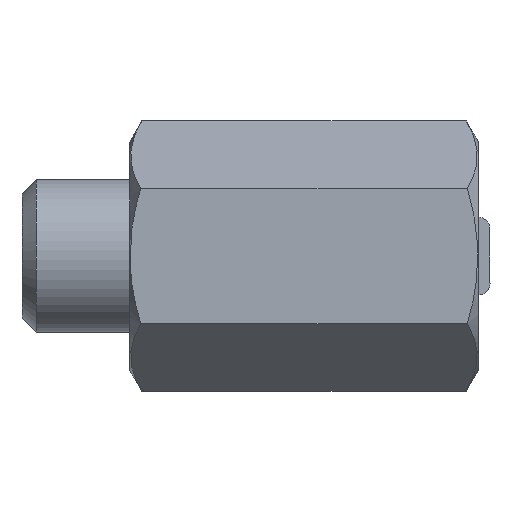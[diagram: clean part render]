
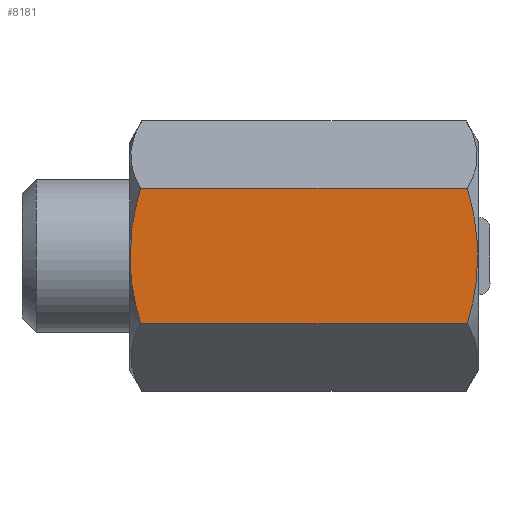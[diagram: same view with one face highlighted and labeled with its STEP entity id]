
A CAD part, front view. The second image highlights one B-rep face of the part: STEP entity #8181.
In plain terms, the highlighted planar face has unit normal (0, -1, 0).
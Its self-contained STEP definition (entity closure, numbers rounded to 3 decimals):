
#40 = CARTESIAN_POINT ( 'NONE',  ( -8.769, -10., 0.475 ) ) ;
#79 = CARTESIAN_POINT ( 'NONE',  ( -8.647, -10., -2.101 ) ) ;
#164 = CARTESIAN_POINT ( 'NONE',  ( 20.352, -10., 4.77 ) ) ;
#169 = CARTESIAN_POINT ( 'NONE',  ( -9.056, -10., 5.774 ) ) ;
#195 = CARTESIAN_POINT ( 'NONE',  ( 20.789, -10., 2.482 ) ) ;
#220 = CARTESIAN_POINT ( 'NONE',  ( 20.704, -10., -3.021 ) ) ;
#248 = CARTESIAN_POINT ( 'NONE',  ( 20.967, -10., 0.468 ) ) ;
#365 = CARTESIAN_POINT ( 'NONE',  ( -7.867, -10., -5.774 ) ) ;
#728 = CARTESIAN_POINT ( 'NONE',  ( -8.696, -10., -1.645 ) ) ;
#755 = CARTESIAN_POINT ( 'NONE',  ( -8.484, -10., 3.185 ) ) ;
#785 = CARTESIAN_POINT ( 'NONE',  ( -8.609, -10., -2.405 ) ) ;
#847 = CARTESIAN_POINT ( 'NONE',  ( -8.108, -10., 4.948 ) ) ;
#874 = DIRECTION ( 'NONE',  ( 0., -1., 0. ) ) ;
#928 = CARTESIAN_POINT ( 'NONE',  ( 20.058, -10., -5.774 ) ) ;
#1017 = CARTESIAN_POINT ( 'NONE',  ( -8.187, -10., -4.614 ) ) ;
#1203 = CARTESIAN_POINT ( 'NONE',  ( 20.058, -10., -5.774 ) ) ;
#1294 = EDGE_CURVE ( 'NONE', #9190, #5915, #2865, .T. ) ;
#1315 = B_SPLINE_CURVE_WITH_KNOTS ( 'NONE', 3,
 ( #8680, #3631, #2860, #8559 ),
 .UNSPECIFIED., .F., .F.,
 ( 4, 4 ),
 ( 0., 1. ),
 .UNSPECIFIED. ) ;
#1413 = ORIENTED_EDGE ( 'NONE', *, *, #7015, .F. ) ;
#1431 = CARTESIAN_POINT ( 'NONE',  ( -7.867, -10., -5.774 ) ) ;
#1477 = CARTESIAN_POINT ( 'NONE',  ( -8.303, -10., 4.154 ) ) ;
#1515 = CARTESIAN_POINT ( 'NONE',  ( -8.692, -10., -1.695 ) ) ;
#1544 = CARTESIAN_POINT ( 'NONE',  ( -8.74, -10., -1.174 ) ) ;
#1571 = CARTESIAN_POINT ( 'NONE',  ( -8.762, -10., 0.682 ) ) ;
#1667 = CARTESIAN_POINT ( 'NONE',  ( 20.716, -10., -2.95 ) ) ;
#1713 = ORIENTED_EDGE ( 'NONE', *, *, #1294, .T. ) ;
#1814 = CARTESIAN_POINT ( 'NONE',  ( -8.039, -10., -5.186 ) ) ;
#1938 = CARTESIAN_POINT ( 'NONE',  ( -7.867, -10., -5.774 ) ) ;
#2033 = CARTESIAN_POINT ( 'NONE',  ( 10.75, -10., -5.774 ) ) ;
#2241 = CARTESIAN_POINT ( 'NONE',  ( -8.46, -10., 3.316 ) ) ;
#2354 = CARTESIAN_POINT ( 'NONE',  ( 20.575, -10., -3.721 ) ) ;
#2383 = CARTESIAN_POINT ( 'NONE',  ( 20.718, -10., -2.938 ) ) ;
#2418 = CARTESIAN_POINT ( 'NONE',  ( 20.058, -10., 5.774 ) ) ;
#2476 = VERTEX_POINT ( 'NONE', #4825 ) ;
#2860 = CARTESIAN_POINT ( 'NONE',  ( 1.442, -10., 5.774 ) ) ;
#2865 = B_SPLINE_CURVE_WITH_KNOTS ( 'NONE', 3,
 ( #1938, #6360, #2033, #8419 ),
 .UNSPECIFIED., .F., .F.,
 ( 4, 4 ),
 ( 0., 1. ),
 .UNSPECIFIED. ) ;
#2912 = CARTESIAN_POINT ( 'NONE',  ( -8.516, -10., 3.002 ) ) ;
#2968 = CARTESIAN_POINT ( 'NONE',  ( -8.772, -10., 0.371 ) ) ;
#2996 = CARTESIAN_POINT ( 'NONE',  ( 20.847, -10., 2.049 ) ) ;
#3025 = CARTESIAN_POINT ( 'NONE',  ( 20.802, -10., -2.427 ) ) ;
#3052 = CARTESIAN_POINT ( 'NONE',  ( 20.652, -10., -3.319 ) ) ;
#3087 = CARTESIAN_POINT ( 'NONE',  ( 20.397, -10., -4.541 ) ) ;
#3197 = VERTEX_POINT ( 'NONE', #6305 ) ;
#3600 = CARTESIAN_POINT ( 'NONE',  ( -8.681, -10., -1.796 ) ) ;
#3602 = FACE_OUTER_BOUND ( 'NONE', #6045, .T. ) ;
#3631 = CARTESIAN_POINT ( 'NONE',  ( 10.75, -10., 5.774 ) ) ;
#3715 = CARTESIAN_POINT ( 'NONE',  ( 20.756, -10., 2.699 ) ) ;
#3814 = CARTESIAN_POINT ( 'NONE',  ( 20.946, -10., -0.965 ) ) ;
#3864 = ORIENTED_EDGE ( 'NONE', *, *, #4899, .F. ) ;
#3905 = EDGE_CURVE ( 'NONE', #3197, #2476, #1315, .T. ) ;
#3933 = ORIENTED_EDGE ( 'NONE', *, *, #3905, .T. ) ;
#4186 = B_SPLINE_CURVE_WITH_KNOTS ( 'NONE', 3,
 ( #365, #1814, #1017, #5361 ),
 .UNSPECIFIED., .F., .F.,
 ( 4, 4 ),
 ( 0., 1. ),
 .UNSPECIFIED. ) ;
#4384 = CARTESIAN_POINT ( 'NONE',  ( -8.58, -10., -2.608 ) ) ;
#4413 = CARTESIAN_POINT ( 'NONE',  ( 20.727, -10., 2.885 ) ) ;
#4416 = CARTESIAN_POINT ( 'NONE',  ( -8.619, -10., 2.329 ) ) ;
#4539 = CARTESIAN_POINT ( 'NONE',  ( 20.967, -10., -0.486 ) ) ;
#4825 = CARTESIAN_POINT ( 'NONE',  ( -7.867, -10., 5.774 ) ) ;
#4899 = EDGE_CURVE ( 'NONE', #9190, #7774, #4186, .T. ) ;
#5056 = CARTESIAN_POINT ( 'NONE',  ( -8.695, -10., 1.712 ) ) ;
#5150 = CARTESIAN_POINT ( 'NONE',  ( -8.455, -10., 3.344 ) ) ;
#5165 = CARTESIAN_POINT ( 'NONE',  ( -8.312, -10., -4.049 ) ) ;
#5190 = DIRECTION ( 'NONE',  ( 0., 0., -1. ) ) ;
#5283 = CARTESIAN_POINT ( 'NONE',  ( 20.739, -10., 2.808 ) ) ;
#5361 = CARTESIAN_POINT ( 'NONE',  ( -8.312, -10., -4.049 ) ) ;
#5787 = CARTESIAN_POINT ( 'NONE',  ( -8.47, -10., 3.263 ) ) ;
#5814 = CARTESIAN_POINT ( 'NONE',  ( -8.591, -10., 2.535 ) ) ;
#5846 = CARTESIAN_POINT ( 'NONE',  ( -8.665, -10., -1.948 ) ) ;
#5901 = CARTESIAN_POINT ( 'NONE',  ( 20.937, -10., 1.192 ) ) ;
#5915 = VERTEX_POINT ( 'NONE', #1203 ) ;
#6045 = EDGE_LOOP ( 'NONE', ( #3933, #1413, #3864, #1713, #7196 ) ) ;
#6305 = CARTESIAN_POINT ( 'NONE',  ( 20.058, -10., 5.774 ) ) ;
#6330 = B_SPLINE_CURVE_WITH_KNOTS ( 'NONE', 3,
 ( #7919, #8679, #7237, #4384, #785, #79, #5846, #3600, #1515, #728, #1544, #8615, #6575, #7300, #2968, #40, #1571, #8009, #8714, #5056, #4416, #5814, #6541, #2912, #755, #5787, #2241, #5150, #1477, #847, #6510 ),
 .UNSPECIFIED., .F., .F.,
 ( 4, 2, 2, 1, 2, 2, 2, 2, 2, 2, 2, 2, 1, 1, 2, 2, 4 ),
 ( 0., 0.125, 0.187, 0.219, 0.234, 0.25, 0.375, 0.438, 0.469, 0.5, 0.625, 0.688, 0.719, 0.734, 0.742, 0.75, 1. ),
 .UNSPECIFIED. ) ;
#6360 = CARTESIAN_POINT ( 'NONE',  ( 1.442, -10., -5.774 ) ) ;
#6510 = CARTESIAN_POINT ( 'NONE',  ( -7.867, -10., 5.774 ) ) ;
#6541 = CARTESIAN_POINT ( 'NONE',  ( -8.542, -10., 2.846 ) ) ;
#6575 = CARTESIAN_POINT ( 'NONE',  ( -8.776, -9.999, -0.144 ) ) ;
#6643 = AXIS2_PLACEMENT_3D ( 'NONE', #169, #874, #5190 ) ;
#7015 = EDGE_CURVE ( 'NONE', #7774, #2476, #6330, .T. ) ;
#7196 = ORIENTED_EDGE ( 'NONE', *, *, #8941, .T. ) ;
#7237 = CARTESIAN_POINT ( 'NONE',  ( -8.482, -10., -3.22 ) ) ;
#7300 = CARTESIAN_POINT ( 'NONE',  ( -8.777, -10., 0.062 ) ) ;
#7301 = PLANE ( 'NONE',  #6643 ) ;
#7322 = CARTESIAN_POINT ( 'NONE',  ( 20.573, -10., 3.818 ) ) ;
#7352 = CARTESIAN_POINT ( 'NONE',  ( 20.864, -10., -1.936 ) ) ;
#7439 = CARTESIAN_POINT ( 'NONE',  ( 20.711, -10., -2.979 ) ) ;
#7448 = B_SPLINE_CURVE_WITH_KNOTS ( 'NONE', 3,
 ( #928, #8066, #3087, #2354, #3052, #8126, #220, #7439, #1667, #2383, #3025, #7352, #3814, #4539, #248, #5901, #2996, #195, #3715, #5283, #8710, #4413, #8160, #7322, #164, #2418 ),
 .UNSPECIFIED., .F., .F.,
 ( 4, 1, 1, 1, 1, 1, 2, 2, 2, 2, 1, 1, 1, 1, 1, 2, 2, 4 ),
 ( 0., 0.125, 0.188, 0.219, 0.234, 0.242, 0.246, 0.25, 0.375, 0.5, 0.625, 0.688, 0.719, 0.734, 0.742, 0.746, 0.75, 1. ),
 .UNSPECIFIED. ) ;
#7774 = VERTEX_POINT ( 'NONE', #5165 ) ;
#7919 = CARTESIAN_POINT ( 'NONE',  ( -8.312, -10., -4.049 ) ) ;
#8009 = CARTESIAN_POINT ( 'NONE',  ( -8.757, -10., 0.788 ) ) ;
#8066 = CARTESIAN_POINT ( 'NONE',  ( 20.205, -10., -5.273 ) ) ;
#8126 = CARTESIAN_POINT ( 'NONE',  ( 20.687, -10., -3.12 ) ) ;
#8160 = CARTESIAN_POINT ( 'NONE',  ( 20.724, -10., 2.902 ) ) ;
#8181 = ADVANCED_FACE ( 'NONE', ( #3602 ), #7301, .T. ) ;
#8419 = CARTESIAN_POINT ( 'NONE',  ( 20.058, -10., -5.774 ) ) ;
#8559 = CARTESIAN_POINT ( 'NONE',  ( -7.867, -10., 5.774 ) ) ;
#8615 = CARTESIAN_POINT ( 'NONE',  ( -8.764, -9.999, -0.762 ) ) ;
#8679 = CARTESIAN_POINT ( 'NONE',  ( -8.404, -10., -3.631 ) ) ;
#8680 = CARTESIAN_POINT ( 'NONE',  ( 20.058, -10., 5.774 ) ) ;
#8710 = CARTESIAN_POINT ( 'NONE',  ( 20.732, -10., 2.854 ) ) ;
#8714 = CARTESIAN_POINT ( 'NONE',  ( -8.731, -10., 1.303 ) ) ;
#8941 = EDGE_CURVE ( 'NONE', #5915, #3197, #7448, .T. ) ;
#9190 = VERTEX_POINT ( 'NONE', #1431 ) ;
